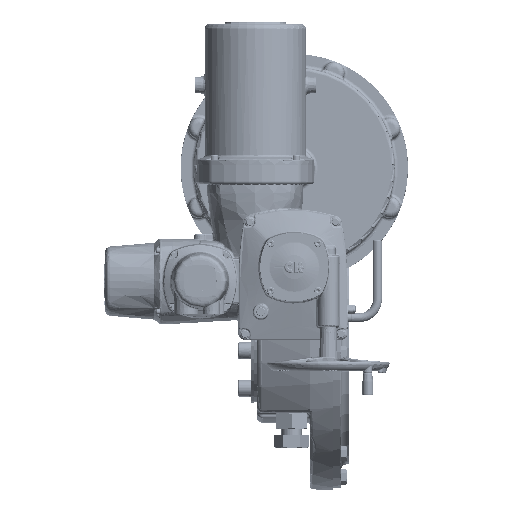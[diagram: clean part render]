
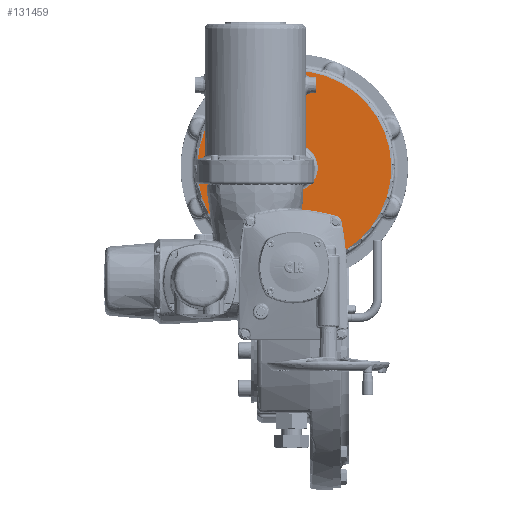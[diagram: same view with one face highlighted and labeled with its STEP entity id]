
A CAD part, top view. The second image highlights one B-rep face of the part: STEP entity #131459.
In plain terms, the highlighted planar face has unit normal (0, 0, 1).
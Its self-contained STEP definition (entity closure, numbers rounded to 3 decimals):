
#3827=B_SPLINE_CURVE_WITH_KNOTS('',3,(#189121,#189122,#189123,#189124,#189125,
#189126),.UNSPECIFIED.,.F.,.F.,(4,1,1,4),(0.,0.003,0.007,
0.013),.UNSPECIFIED.);
#3878=B_SPLINE_CURVE_WITH_KNOTS('',3,(#190359,#190360,#190361,#190362,#190363,
#190364),.UNSPECIFIED.,.F.,.F.,(4,1,1,4),(0.,0.003,0.007,
0.013),.UNSPECIFIED.);
#11545=LINE('',#188667,#15921);
#11550=LINE('',#188744,#15926);
#11555=LINE('',#188861,#15931);
#11564=LINE('',#188979,#15940);
#11573=LINE('',#189095,#15949);
#11575=LINE('',#189152,#15951);
#11606=LINE('',#190338,#15982);
#11607=LINE('',#190353,#15983);
#11608=LINE('',#190357,#15984);
#15921=VECTOR('',#149836,1000.);
#15926=VECTOR('',#149859,1000.);
#15931=VECTOR('',#149888,1000.);
#15940=VECTOR('',#149923,1000.);
#15949=VECTOR('',#149952,1000.);
#15951=VECTOR('',#149964,1000.);
#15982=VECTOR('',#150339,1000.);
#15983=VECTOR('',#150350,1000.);
#15984=VECTOR('',#150353,1000.);
#26809=ORIENTED_EDGE('',*,*,#50153,.T.);
#26810=ORIENTED_EDGE('',*,*,#49883,.T.);
#26811=ORIENTED_EDGE('',*,*,#49955,.F.);
#26812=ORIENTED_EDGE('',*,*,#49898,.T.);
#26813=ORIENTED_EDGE('',*,*,#50159,.T.);
#26814=ORIENTED_EDGE('',*,*,#49939,.T.);
#26815=ORIENTED_EDGE('',*,*,#50160,.T.);
#26816=ORIENTED_EDGE('',*,*,#50161,.T.);
#26817=ORIENTED_EDGE('',*,*,#50162,.T.);
#26818=ORIENTED_EDGE('',*,*,#50163,.T.);
#26819=ORIENTED_EDGE('',*,*,#50158,.T.);
#26820=ORIENTED_EDGE('',*,*,#49956,.T.);
#26821=ORIENTED_EDGE('',*,*,#49963,.T.);
#26822=ORIENTED_EDGE('',*,*,#49967,.T.);
#26823=ORIENTED_EDGE('',*,*,#50155,.T.);
#26824=ORIENTED_EDGE('',*,*,#49917,.T.);
#49883=EDGE_CURVE('',#62198,#62196,#11545,.F.);
#49898=EDGE_CURVE('',#62207,#62209,#11550,.T.);
#49917=EDGE_CURVE('',#62223,#62222,#11555,.F.);
#49939=EDGE_CURVE('',#62237,#62236,#11564,.T.);
#49955=EDGE_CURVE('',#62207,#62196,#11573,.T.);
#49956=EDGE_CURVE('',#62245,#62246,#3827,.F.);
#49963=EDGE_CURVE('',#62246,#62252,#11575,.F.);
#49967=EDGE_CURVE('',#62252,#62254,#69513,.T.);
#50153=EDGE_CURVE('',#62222,#62198,#69622,.T.);
#50155=EDGE_CURVE('',#62254,#62223,#11606,.F.);
#50158=EDGE_CURVE('',#62357,#62245,#69624,.F.);
#50159=EDGE_CURVE('',#62209,#62237,#69625,.T.);
#50160=EDGE_CURVE('',#62236,#62359,#11607,.F.);
#50161=EDGE_CURVE('',#62359,#62360,#69626,.T.);
#50162=EDGE_CURVE('',#62360,#62361,#11608,.F.);
#50163=EDGE_CURVE('',#62361,#62357,#3878,.T.);
#62196=VERTEX_POINT('',#188665);
#62198=VERTEX_POINT('',#188668);
#62207=VERTEX_POINT('',#188739);
#62209=VERTEX_POINT('',#188743);
#62222=VERTEX_POINT('',#188858);
#62223=VERTEX_POINT('',#188862);
#62236=VERTEX_POINT('',#188972);
#62237=VERTEX_POINT('',#188976);
#62245=VERTEX_POINT('',#189127);
#62246=VERTEX_POINT('',#189128);
#62252=VERTEX_POINT('',#189151);
#62254=VERTEX_POINT('',#189158);
#62357=VERTEX_POINT('',#190347);
#62359=VERTEX_POINT('',#190354);
#62360=VERTEX_POINT('',#190356);
#62361=VERTEX_POINT('',#190358);
#69513=CIRCLE('',#138138,14.);
#69622=CIRCLE('',#138305,42.);
#69624=CIRCLE('',#138309,174.);
#69625=CIRCLE('',#138311,42.);
#69626=CIRCLE('',#138312,14.);
#73640=EDGE_LOOP('',(#26809,#26810,#26811,#26812,#26813,#26814,#26815,#26816,
#26817,#26818,#26819,#26820,#26821,#26822,#26823,#26824));
#80570=FACE_BOUND('',#73640,.T.);
#86033=PLANE('',#138310);
#131459=ADVANCED_FACE('',(#80570),#86033,.F.);
#138138=AXIS2_PLACEMENT_3D('',#189159,#149972,#149973);
#138305=AXIS2_PLACEMENT_3D('',#190335,#150334,#150335);
#138309=AXIS2_PLACEMENT_3D('',#190350,#150344,#150345);
#138310=AXIS2_PLACEMENT_3D('',#190351,#150346,#150347);
#138311=AXIS2_PLACEMENT_3D('',#190352,#150348,#150349);
#138312=AXIS2_PLACEMENT_3D('',#190355,#150351,#150352);
#149836=DIRECTION('',(0.,-1.,0.));
#149859=DIRECTION('',(0.,-1.,0.));
#149888=DIRECTION('',(0.,-1.,0.));
#149923=DIRECTION('',(0.,-1.,0.));
#149952=DIRECTION('',(-1.,0.,0.));
#149964=DIRECTION('',(0.,-1.,0.));
#149972=DIRECTION('',(0.,0.,-1.));
#149973=DIRECTION('',(0.,-1.,0.));
#150334=DIRECTION('',(0.,0.,-1.));
#150335=DIRECTION('',(0.,-1.,0.));
#150339=DIRECTION('',(-1.,0.,0.));
#150344=DIRECTION('',(0.,0.,-1.));
#150345=DIRECTION('',(0.,-1.,0.));
#150346=DIRECTION('',(0.,0.,-1.));
#150347=DIRECTION('',(0.,-1.,0.));
#150348=DIRECTION('',(0.,0.,-1.));
#150349=DIRECTION('',(0.,-1.,0.));
#150350=DIRECTION('',(-1.,0.,0.));
#150351=DIRECTION('',(0.,0.,-1.));
#150352=DIRECTION('',(0.,-1.,0.));
#150353=DIRECTION('',(0.,1.,0.));
#188665=CARTESIAN_POINT('',(-13.,332.96,-158.625));
#188667=CARTESIAN_POINT('',(-13.,332.96,-158.625));
#188668=CARTESIAN_POINT('',(-13.,218.897,-158.625));
#188739=CARTESIAN_POINT('',(13.,332.96,-158.625));
#188743=CARTESIAN_POINT('',(13.,218.897,-158.625));
#188744=CARTESIAN_POINT('',(13.,178.96,-158.625));
#188858=CARTESIAN_POINT('',(-13.,139.023,-158.625));
#188861=CARTESIAN_POINT('',(-13.,137.547,-158.625));
#188862=CARTESIAN_POINT('',(-13.,64.,-158.625));
#188972=CARTESIAN_POINT('',(13.,64.,-158.625));
#188976=CARTESIAN_POINT('',(13.,139.023,-158.625));
#188979=CARTESIAN_POINT('',(13.,178.96,-158.625));
#189095=CARTESIAN_POINT('',(0.,332.96,-158.625));
#189121=CARTESIAN_POINT('',(-64.,8.371,-158.625));
#189122=CARTESIAN_POINT('',(-64.,9.472,-158.625));
#189123=CARTESIAN_POINT('',(-64.435,11.632,-158.625));
#189124=CARTESIAN_POINT('',(-66.43,15.51,-158.625));
#189125=CARTESIAN_POINT('',(-68.594,18.006,-158.625));
#189126=CARTESIAN_POINT('',(-70.,19.662,-158.625));
#189127=CARTESIAN_POINT('',(-70.,19.662,-158.625));
#189128=CARTESIAN_POINT('',(-64.,8.371,-158.625));
#189151=CARTESIAN_POINT('',(-64.,50.,-158.625));
#189152=CARTESIAN_POINT('',(-64.,50.,-158.625));
#189158=CARTESIAN_POINT('',(-50.,64.,-158.625));
#189159=CARTESIAN_POINT('',(-50.,50.,-158.625));
#190335=CARTESIAN_POINT('',(0.,178.96,-158.625));
#190338=CARTESIAN_POINT('',(50.,64.,-158.625));
#190347=CARTESIAN_POINT('',(70.,19.662,-158.625));
#190350=CARTESIAN_POINT('',(0.,178.96,-158.625));
#190351=CARTESIAN_POINT('',(0.,178.96,-158.625));
#190352=CARTESIAN_POINT('',(0.,178.96,-158.625));
#190353=CARTESIAN_POINT('',(50.,64.,-158.625));
#190354=CARTESIAN_POINT('',(50.,64.,-158.625));
#190355=CARTESIAN_POINT('',(50.,50.,-158.625));
#190356=CARTESIAN_POINT('',(64.,50.,-158.625));
#190357=CARTESIAN_POINT('',(64.,-50.,-158.625));
#190358=CARTESIAN_POINT('',(64.,8.371,-158.625));
#190359=CARTESIAN_POINT('',(64.,8.371,-158.625));
#190360=CARTESIAN_POINT('',(64.,9.472,-158.625));
#190361=CARTESIAN_POINT('',(64.435,11.632,-158.625));
#190362=CARTESIAN_POINT('',(66.43,15.51,-158.625));
#190363=CARTESIAN_POINT('',(68.594,18.006,-158.625));
#190364=CARTESIAN_POINT('',(70.,19.662,-158.625));
